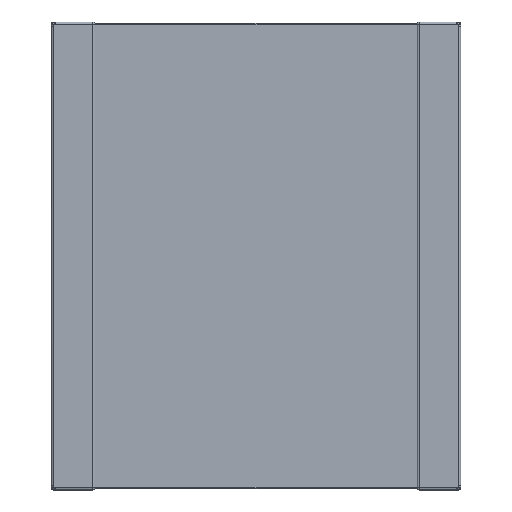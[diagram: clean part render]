
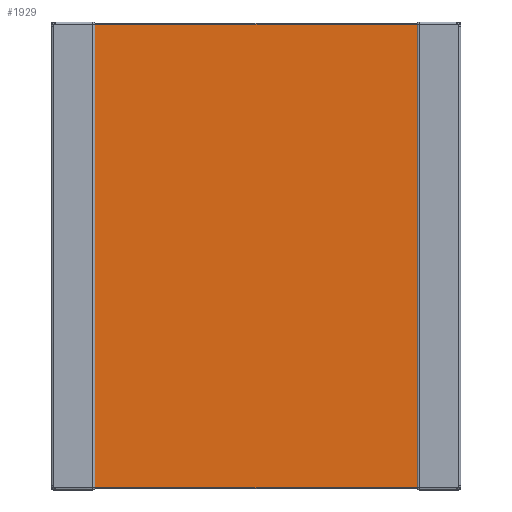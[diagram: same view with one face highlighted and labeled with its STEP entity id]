
A CAD part, front view. The second image highlights one B-rep face of the part: STEP entity #1929.
In plain terms, the highlighted planar face has unit normal (0, -1, 0).
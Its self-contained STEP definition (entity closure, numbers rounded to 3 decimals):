
#13 = VECTOR ( 'NONE', #4131, 1000. ) ;
#148 = DIRECTION ( 'NONE',  ( 0., 0., -1. ) ) ;
#271 = LINE ( 'NONE', #292, #4163 ) ;
#292 = CARTESIAN_POINT ( 'NONE',  ( 9.481, 0.02, -3.17 ) ) ;
#490 = EDGE_CURVE ( 'NONE', #3840, #4207, #271, .T. ) ;
#680 = DIRECTION ( 'NONE',  ( -1., 0., 0. ) ) ;
#897 = LINE ( 'NONE', #2125, #2883 ) ;
#1023 = LINE ( 'NONE', #1135, #13 ) ;
#1053 = CARTESIAN_POINT ( 'NONE',  ( -2.202, 0.02, -3.17 ) ) ;
#1135 = CARTESIAN_POINT ( 'NONE',  ( 2.202, 0.02, -3.17 ) ) ;
#1777 = DIRECTION ( 'NONE',  ( -1., 0., 0. ) ) ;
#1919 = VECTOR ( 'NONE', #148, 1000. ) ;
#1929 = ADVANCED_FACE ( 'NONE', ( #2745 ), #2711, .F. ) ;
#1990 = DIRECTION ( 'NONE',  ( 0., 1., 0. ) ) ;
#2084 = ORIENTED_EDGE ( 'NONE', *, *, #3042, .T. ) ;
#2125 = CARTESIAN_POINT ( 'NONE',  ( 9.481, 0.02, 3.17 ) ) ;
#2199 = ORIENTED_EDGE ( 'NONE', *, *, #490, .F. ) ;
#2332 = EDGE_CURVE ( 'NONE', #4378, #4207, #3897, .T. ) ;
#2609 = AXIS2_PLACEMENT_3D ( 'NONE', #4230, #1990, #4607 ) ;
#2711 = PLANE ( 'NONE',  #2609 ) ;
#2745 = FACE_OUTER_BOUND ( 'NONE', #3775, .T. ) ;
#2781 = CARTESIAN_POINT ( 'NONE',  ( -2.202, 0.02, 0. ) ) ;
#2883 = VECTOR ( 'NONE', #1777, 1000. ) ;
#3042 = EDGE_CURVE ( 'NONE', #4270, #4378, #897, .T. ) ;
#3365 = CARTESIAN_POINT ( 'NONE',  ( -2.202, 0.02, 3.17 ) ) ;
#3692 = EDGE_CURVE ( 'NONE', #3840, #4270, #1023, .T. ) ;
#3775 = EDGE_LOOP ( 'NONE', ( #2199, #4076, #2084, #3965 ) ) ;
#3840 = VERTEX_POINT ( 'NONE', #4263 ) ;
#3897 = LINE ( 'NONE', #2781, #1919 ) ;
#3965 = ORIENTED_EDGE ( 'NONE', *, *, #2332, .T. ) ;
#4076 = ORIENTED_EDGE ( 'NONE', *, *, #3692, .T. ) ;
#4131 = DIRECTION ( 'NONE',  ( 0., 0., 1. ) ) ;
#4163 = VECTOR ( 'NONE', #680, 1000. ) ;
#4207 = VERTEX_POINT ( 'NONE', #1053 ) ;
#4230 = CARTESIAN_POINT ( 'NONE',  ( 9.481, 0.02, 3.17 ) ) ;
#4263 = CARTESIAN_POINT ( 'NONE',  ( 2.202, 0.02, -3.17 ) ) ;
#4270 = VERTEX_POINT ( 'NONE', #4832 ) ;
#4378 = VERTEX_POINT ( 'NONE', #3365 ) ;
#4607 = DIRECTION ( 'NONE',  ( 0., 0., 1. ) ) ;
#4832 = CARTESIAN_POINT ( 'NONE',  ( 2.202, 0.02, 3.17 ) ) ;
